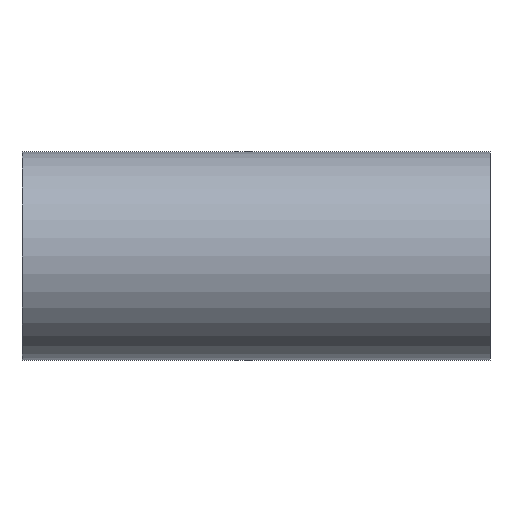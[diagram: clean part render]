
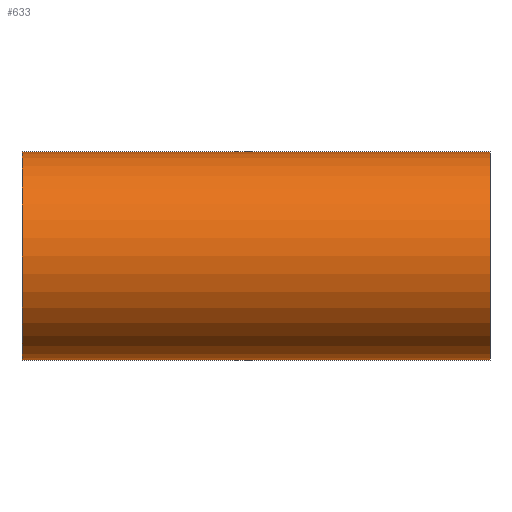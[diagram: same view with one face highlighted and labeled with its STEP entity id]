
A CAD part, front view. The second image highlights one B-rep face of the part: STEP entity #633.
In plain terms, the highlighted cylindrical face has radius 38.1 mm (diameter 76.2 mm), a partial arc.
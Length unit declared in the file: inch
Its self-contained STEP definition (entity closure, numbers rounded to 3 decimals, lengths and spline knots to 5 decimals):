
#44 = ORIENTED_EDGE ( 'NONE', *, *, #974, .F. ) ;
#74 = VECTOR ( 'NONE', #1100, 39.37008 ) ;
#420 = VERTEX_POINT ( 'NONE', #1755 ) ;
#519 = DIRECTION ( 'NONE',  ( 1., 0., 0. ) ) ;
#544 = ORIENTED_EDGE ( 'NONE', *, *, #1731, .T. ) ;
#599 = CARTESIAN_POINT ( 'NONE',  ( 3.37402, 0., -1.5 ) ) ;
#613 = VERTEX_POINT ( 'NONE', #1000 ) ;
#633 = ADVANCED_FACE ( 'NONE', ( #1697 ), #2089, .T. ) ;
#640 = VECTOR ( 'NONE', #2163, 39.37008 ) ;
#694 = CARTESIAN_POINT ( 'NONE',  ( 3.37402, 0., 0. ) ) ;
#695 = LINE ( 'NONE', #2110, #74 ) ;
#696 = CARTESIAN_POINT ( 'NONE',  ( -3.37402, 0., 0. ) ) ;
#718 = CARTESIAN_POINT ( 'NONE',  ( -3.37402, 0., 1.5 ) ) ;
#721 = AXIS2_PLACEMENT_3D ( 'NONE', #1069, #1222, #743 ) ;
#743 = DIRECTION ( 'NONE',  ( 0., 0., -1. ) ) ;
#749 = ORIENTED_EDGE ( 'NONE', *, *, #1664, .F. ) ;
#797 = LINE ( 'NONE', #805, #640 ) ;
#805 = CARTESIAN_POINT ( 'NONE',  ( -3.37402, 0., -1.5 ) ) ;
#824 = DIRECTION ( 'NONE',  ( 0., 0., -1. ) ) ;
#846 = CIRCLE ( 'NONE', #1454, 1.5 ) ;
#852 = CIRCLE ( 'NONE', #721, 1.5 ) ;
#974 = EDGE_CURVE ( 'NONE', #420, #1672, #846, .T. ) ;
#1000 = CARTESIAN_POINT ( 'NONE',  ( -3.37402, 0., -1.5 ) ) ;
#1069 = CARTESIAN_POINT ( 'NONE',  ( -3.37402, 0., 0. ) ) ;
#1100 = DIRECTION ( 'NONE',  ( 1., 0., 0. ) ) ;
#1133 = AXIS2_PLACEMENT_3D ( 'NONE', #696, #519, #824 ) ;
#1154 = VERTEX_POINT ( 'NONE', #718 ) ;
#1222 = DIRECTION ( 'NONE',  ( 1., 0., 0. ) ) ;
#1454 = AXIS2_PLACEMENT_3D ( 'NONE', #694, #1879, #1861 ) ;
#1664 = EDGE_CURVE ( 'NONE', #1154, #420, #695, .T. ) ;
#1672 = VERTEX_POINT ( 'NONE', #599 ) ;
#1697 = FACE_OUTER_BOUND ( 'NONE', #1938, .T. ) ;
#1731 = EDGE_CURVE ( 'NONE', #1154, #613, #852, .T. ) ;
#1755 = CARTESIAN_POINT ( 'NONE',  ( 3.37402, 0., 1.5 ) ) ;
#1861 = DIRECTION ( 'NONE',  ( 0., 0., -1. ) ) ;
#1879 = DIRECTION ( 'NONE',  ( 1., 0., 0. ) ) ;
#1938 = EDGE_LOOP ( 'NONE', ( #749, #544, #2106, #44 ) ) ;
#1959 = EDGE_CURVE ( 'NONE', #613, #1672, #797, .T. ) ;
#2089 = CYLINDRICAL_SURFACE ( 'NONE', #1133, 1.5 ) ;
#2106 = ORIENTED_EDGE ( 'NONE', *, *, #1959, .T. ) ;
#2110 = CARTESIAN_POINT ( 'NONE',  ( -3.37402, 0., 1.5 ) ) ;
#2163 = DIRECTION ( 'NONE',  ( 1., 0., 0. ) ) ;
